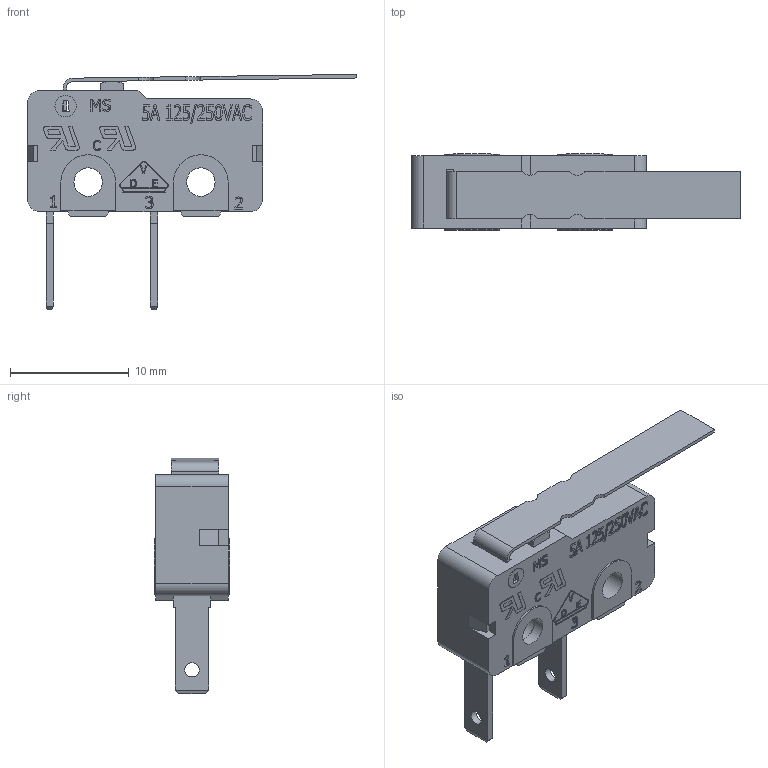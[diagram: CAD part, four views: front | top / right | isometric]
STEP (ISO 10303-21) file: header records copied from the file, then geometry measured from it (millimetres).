
FILE_DESCRIPTION((' '),'2;1');
FILE_NAME('MS085xx03FxxxC1C.stp','2017-07-28T08:52:43',(' '),(' '),' ','ACIS',' ');
FILE_SCHEMA(('CONFIG_CONTROL_DESIGN'));
Length unit declared in the file: inch
Products named in the file (1): MS085xx03FxxxC1C.stp
Bounding box: 27.71 x 6.4 x 19.82 mm (x, y, z)
Volume: 813.5 mm3; surface area: 1719.5 mm2
Topology: 1 solids, 3 shells, 777 faces, 2135 edges, 1418 vertices
Faces by surface type: plane 497, bspline 237, cylinder 43
Full cylindrical faces by diameter (mm): 1.2 x2, 1.8 x1, 2.4 x2, 2.5 x1
Entity records: 25791 total; most frequent: CARTESIAN_POINT 7476, ORIENTED_EDGE 4254, DIRECTION 2822, EDGE_CURVE 2127, VECTOR 1566, LINE 1566, VERTEX_POINT 1416, EDGE_LOOP 852
